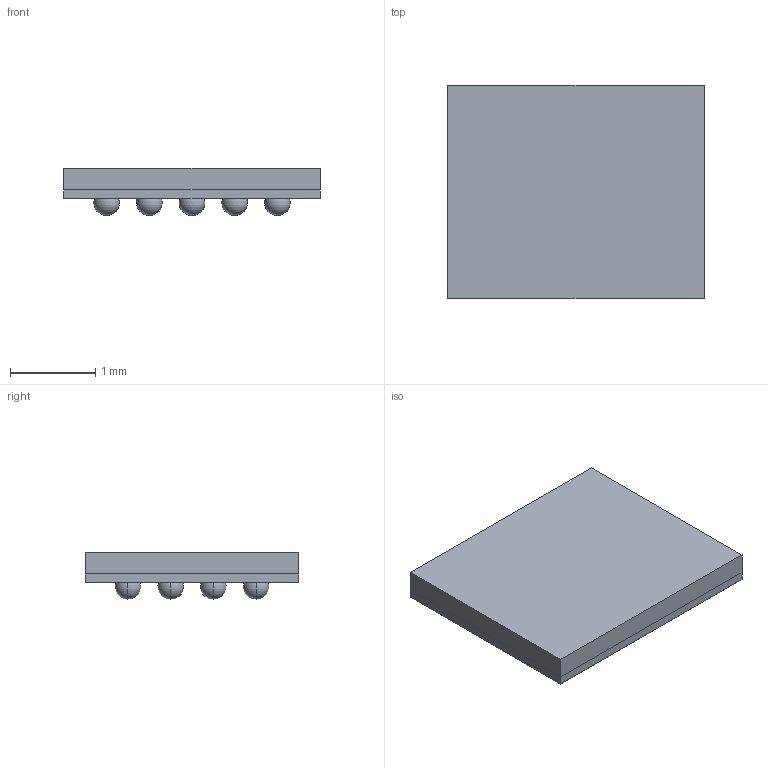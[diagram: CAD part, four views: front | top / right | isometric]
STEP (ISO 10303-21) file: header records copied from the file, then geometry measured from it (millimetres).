
FILE_DESCRIPTION((''),'2;1');
FILE_NAME('ZXY0020A_ASM','2016-12-12T',('a0412025'),(''),'CREO PARAMETRIC BY PTC INC, 2016050','CREO PARAMETRIC BY PTC INC, 2016050','');
FILE_SCHEMA(('AUTOMOTIVE_DESIGN { 1 0 10303 214 1 1 1 1 }'));
Length unit declared in the file: millimetre
Products named in the file (6): BODY; SUBSTRATE_BGA; SOLDER_BALL; PIN1_AREA; SMASK_BTM_BGA; ZXY0020A_ASM
Assembly tree (24 placements, depth 2):
  ZXY0020A_ASM
    BODY
    SUBSTRATE_BGA
    SOLDER_BALL  x20
    PIN1_AREA
    SMASK_BTM_BGA
Bounding box: 3 x 2.5 x 0.55 mm (x, y, z)
Volume: 2.9 mm3; surface area: 53.9 mm2
Topology: 23 solids, 23 shells, 80 faces, 162 edges, 88 vertices
Faces by surface type: sphere 40, plane 38, cylinder 2
Entity records: 1804 total; most frequent: CARTESIAN_POINT 162, DIRECTION 160, PROPERTY_DEFINITION 141, REPRESENTATION 133, PROPERTY_DEFINITION_REPRESENTATION 133, ORIENTED_EDGE 92, GENERAL_PROPERTY 73, GENERAL_PROPERTY_ASSOCIATION 73
